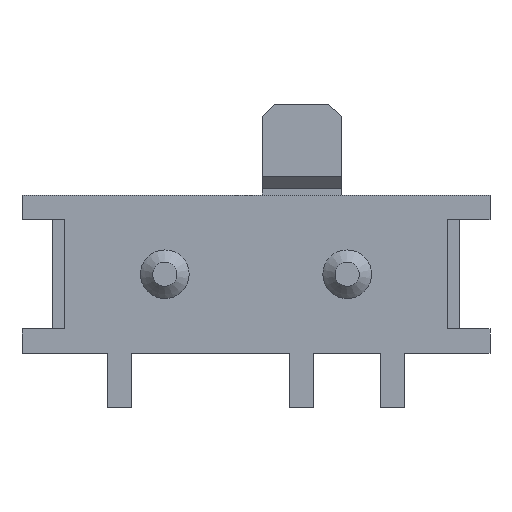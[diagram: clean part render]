
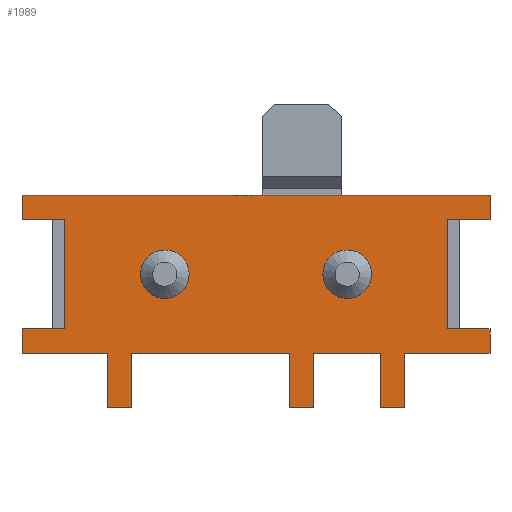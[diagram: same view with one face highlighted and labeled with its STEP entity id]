
A CAD part, front view. The second image highlights one B-rep face of the part: STEP entity #1989.
In plain terms, the highlighted planar face has unit normal (0, -1, 0).
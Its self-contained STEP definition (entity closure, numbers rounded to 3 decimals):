
#1012=PLANE('',#3732);
#1275=LINE('',#4603,#1632);
#1276=LINE('',#4606,#1633);
#1277=LINE('',#4608,#1634);
#1278=LINE('',#4610,#1635);
#1279=LINE('',#4612,#1636);
#1280=LINE('',#4614,#1637);
#1281=LINE('',#4616,#1638);
#1282=LINE('',#4618,#1639);
#1283=LINE('',#4620,#1640);
#1284=LINE('',#4622,#1641);
#1285=LINE('',#4624,#1642);
#1286=LINE('',#4626,#1643);
#1287=LINE('',#4628,#1644);
#1288=LINE('',#4630,#1645);
#1289=LINE('',#4632,#1646);
#1290=LINE('',#4634,#1647);
#1291=LINE('',#4636,#1648);
#1292=LINE('',#4638,#1649);
#1293=LINE('',#4640,#1650);
#1294=LINE('',#4642,#1651);
#1295=LINE('',#4644,#1652);
#1296=LINE('',#4646,#1653);
#1297=LINE('',#4648,#1654);
#1298=LINE('',#4650,#1655);
#1632=VECTOR('',#3915,1.);
#1633=VECTOR('',#3916,1.);
#1634=VECTOR('',#3917,1.);
#1635=VECTOR('',#3918,1.);
#1636=VECTOR('',#3919,1.);
#1637=VECTOR('',#3920,1.);
#1638=VECTOR('',#3921,1.);
#1639=VECTOR('',#3922,1.);
#1640=VECTOR('',#3923,1.);
#1641=VECTOR('',#3924,1.);
#1642=VECTOR('',#3925,1.);
#1643=VECTOR('',#3926,1.);
#1644=VECTOR('',#3927,1.);
#1645=VECTOR('',#3928,1.);
#1646=VECTOR('',#3929,1.);
#1647=VECTOR('',#3930,1.);
#1648=VECTOR('',#3931,1.);
#1649=VECTOR('',#3932,1.);
#1650=VECTOR('',#3933,1.);
#1651=VECTOR('',#3934,1.);
#1652=VECTOR('',#3935,1.);
#1653=VECTOR('',#3936,1.);
#1654=VECTOR('',#3937,1.);
#1655=VECTOR('',#3938,1.);
#1989=ADVANCED_FACE('',(#2140,#2141,#2142),#1012,.T.);
#2140=FACE_BOUND('',#2153,.T.);
#2141=FACE_BOUND('',#2154,.T.);
#2142=FACE_BOUND('',#2155,.T.);
#2153=EDGE_LOOP('',(#2304,#2305,#2306,#2307,#2308,#2309,#2310,#2311,#2312,
#2313,#2314,#2315,#2316,#2317,#2318,#2319,#2320,#2321,#2322,#2323,#2324,
#2325,#2326,#2327));
#2154=EDGE_LOOP('',(#2328));
#2155=EDGE_LOOP('',(#2329));
#2304=ORIENTED_EDGE('',*,*,#3322,.T.);
#2305=ORIENTED_EDGE('',*,*,#3323,.T.);
#2306=ORIENTED_EDGE('',*,*,#3324,.T.);
#2307=ORIENTED_EDGE('',*,*,#3325,.T.);
#2308=ORIENTED_EDGE('',*,*,#3326,.T.);
#2309=ORIENTED_EDGE('',*,*,#3327,.T.);
#2310=ORIENTED_EDGE('',*,*,#3328,.T.);
#2311=ORIENTED_EDGE('',*,*,#3329,.T.);
#2312=ORIENTED_EDGE('',*,*,#3330,.T.);
#2313=ORIENTED_EDGE('',*,*,#3331,.T.);
#2314=ORIENTED_EDGE('',*,*,#3332,.T.);
#2315=ORIENTED_EDGE('',*,*,#3333,.T.);
#2316=ORIENTED_EDGE('',*,*,#3334,.T.);
#2317=ORIENTED_EDGE('',*,*,#3335,.T.);
#2318=ORIENTED_EDGE('',*,*,#3336,.T.);
#2319=ORIENTED_EDGE('',*,*,#3337,.T.);
#2320=ORIENTED_EDGE('',*,*,#3338,.T.);
#2321=ORIENTED_EDGE('',*,*,#3339,.T.);
#2322=ORIENTED_EDGE('',*,*,#3340,.T.);
#2323=ORIENTED_EDGE('',*,*,#3341,.T.);
#2324=ORIENTED_EDGE('',*,*,#3342,.T.);
#2325=ORIENTED_EDGE('',*,*,#3343,.T.);
#2326=ORIENTED_EDGE('',*,*,#3344,.T.);
#2327=ORIENTED_EDGE('',*,*,#3345,.T.);
#2328=ORIENTED_EDGE('',*,*,#3310,.T.);
#2329=ORIENTED_EDGE('',*,*,#3312,.T.);
#3058=VERTEX_POINT('',#4576);
#3060=VERTEX_POINT('',#4581);
#3070=VERTEX_POINT('',#4604);
#3071=VERTEX_POINT('',#4605);
#3072=VERTEX_POINT('',#4607);
#3073=VERTEX_POINT('',#4609);
#3074=VERTEX_POINT('',#4611);
#3075=VERTEX_POINT('',#4613);
#3076=VERTEX_POINT('',#4615);
#3077=VERTEX_POINT('',#4617);
#3078=VERTEX_POINT('',#4619);
#3079=VERTEX_POINT('',#4621);
#3080=VERTEX_POINT('',#4623);
#3081=VERTEX_POINT('',#4625);
#3082=VERTEX_POINT('',#4627);
#3083=VERTEX_POINT('',#4629);
#3084=VERTEX_POINT('',#4631);
#3085=VERTEX_POINT('',#4633);
#3086=VERTEX_POINT('',#4635);
#3087=VERTEX_POINT('',#4637);
#3088=VERTEX_POINT('',#4639);
#3089=VERTEX_POINT('',#4641);
#3090=VERTEX_POINT('',#4643);
#3091=VERTEX_POINT('',#4645);
#3092=VERTEX_POINT('',#4647);
#3093=VERTEX_POINT('',#4649);
#3310=EDGE_CURVE('',#3058,#3058,#3693,.T.);
#3312=EDGE_CURVE('',#3060,#3060,#3695,.T.);
#3322=EDGE_CURVE('',#3070,#3071,#1275,.T.);
#3323=EDGE_CURVE('',#3071,#3072,#1276,.T.);
#3324=EDGE_CURVE('',#3072,#3073,#1277,.T.);
#3325=EDGE_CURVE('',#3073,#3074,#1278,.T.);
#3326=EDGE_CURVE('',#3074,#3075,#1279,.T.);
#3327=EDGE_CURVE('',#3075,#3076,#1280,.T.);
#3328=EDGE_CURVE('',#3076,#3077,#1281,.T.);
#3329=EDGE_CURVE('',#3077,#3078,#1282,.T.);
#3330=EDGE_CURVE('',#3078,#3079,#1283,.T.);
#3331=EDGE_CURVE('',#3079,#3080,#1284,.T.);
#3332=EDGE_CURVE('',#3080,#3081,#1285,.T.);
#3333=EDGE_CURVE('',#3081,#3082,#1286,.T.);
#3334=EDGE_CURVE('',#3082,#3083,#1287,.T.);
#3335=EDGE_CURVE('',#3083,#3084,#1288,.T.);
#3336=EDGE_CURVE('',#3084,#3085,#1289,.T.);
#3337=EDGE_CURVE('',#3085,#3086,#1290,.T.);
#3338=EDGE_CURVE('',#3086,#3087,#1291,.T.);
#3339=EDGE_CURVE('',#3087,#3088,#1292,.T.);
#3340=EDGE_CURVE('',#3088,#3089,#1293,.T.);
#3341=EDGE_CURVE('',#3089,#3090,#1294,.T.);
#3342=EDGE_CURVE('',#3090,#3091,#1295,.T.);
#3343=EDGE_CURVE('',#3091,#3092,#1296,.T.);
#3344=EDGE_CURVE('',#3092,#3093,#1297,.T.);
#3345=EDGE_CURVE('',#3093,#3070,#1298,.T.);
#3693=CIRCLE('',#3720,0.4);
#3695=CIRCLE('',#3723,0.4);
#3720=AXIS2_PLACEMENT_3D('',#4575,#3887,#3888);
#3723=AXIS2_PLACEMENT_3D('',#4580,#3893,#3894);
#3732=AXIS2_PLACEMENT_3D('',#4651,#3939,#3940);
#3887=DIRECTION('',(0.,1.,0.));
#3888=DIRECTION('',(0.,0.,1.));
#3893=DIRECTION('',(0.,1.,0.));
#3894=DIRECTION('',(0.,0.,1.));
#3915=DIRECTION('',(1.,0.,0.));
#3916=DIRECTION('',(0.,0.,-1.));
#3917=DIRECTION('',(1.,0.,0.));
#3918=DIRECTION('',(0.,0.,1.));
#3919=DIRECTION('',(1.,0.,0.));
#3920=DIRECTION('',(0.,0.,-1.));
#3921=DIRECTION('',(1.,0.,0.));
#3922=DIRECTION('',(0.,0.,1.));
#3923=DIRECTION('',(1.,0.,0.));
#3924=DIRECTION('',(0.,0.,-1.));
#3925=DIRECTION('',(1.,0.,0.));
#3926=DIRECTION('',(0.,0.,1.));
#3927=DIRECTION('',(1.,0.,0.));
#3928=DIRECTION('',(0.,0.,1.));
#3929=DIRECTION('',(-1.,0.,0.));
#3930=DIRECTION('',(0.,0.,1.));
#3931=DIRECTION('',(1.,0.,0.));
#3932=DIRECTION('',(0.,0.,1.));
#3933=DIRECTION('',(-1.,0.,0.));
#3934=DIRECTION('',(0.,0.,-1.));
#3935=DIRECTION('',(1.,0.,0.));
#3936=DIRECTION('',(0.,0.,-1.));
#3937=DIRECTION('',(-1.,0.,0.));
#3938=DIRECTION('',(0.,0.,-1.));
#3939=DIRECTION('',(0.,-1.,0.));
#3940=DIRECTION('',(0.,0.,1.));
#4575=CARTESIAN_POINT('',(-1.5,0.,0.));
#4576=CARTESIAN_POINT('',(-1.5,0.,0.4));
#4580=CARTESIAN_POINT('',(1.5,0.,0.));
#4581=CARTESIAN_POINT('',(1.5,0.,0.4));
#4603=CARTESIAN_POINT('',(-3.85,0.,-1.3));
#4604=CARTESIAN_POINT('',(-3.85,0.,-1.3));
#4605=CARTESIAN_POINT('',(-2.45,0.,-1.3));
#4606=CARTESIAN_POINT('',(-2.45,0.,-2.2));
#4607=CARTESIAN_POINT('',(-2.45,0.,-2.2));
#4608=CARTESIAN_POINT('',(-3.85,0.,-2.2));
#4609=CARTESIAN_POINT('',(-2.05,0.,-2.2));
#4610=CARTESIAN_POINT('',(-2.05,0.,-2.2));
#4611=CARTESIAN_POINT('',(-2.05,0.,-1.3));
#4612=CARTESIAN_POINT('',(-3.85,0.,-1.3));
#4613=CARTESIAN_POINT('',(0.55,0.,-1.3));
#4614=CARTESIAN_POINT('',(0.55,0.,-2.2));
#4615=CARTESIAN_POINT('',(0.55,0.,-2.2));
#4616=CARTESIAN_POINT('',(-3.85,0.,-2.2));
#4617=CARTESIAN_POINT('',(0.95,0.,-2.2));
#4618=CARTESIAN_POINT('',(0.95,0.,-2.2));
#4619=CARTESIAN_POINT('',(0.95,0.,-1.3));
#4620=CARTESIAN_POINT('',(3.85,0.,-1.3));
#4621=CARTESIAN_POINT('',(2.05,0.,-1.3));
#4622=CARTESIAN_POINT('',(2.05,0.,-2.2));
#4623=CARTESIAN_POINT('',(2.05,0.,-2.2));
#4624=CARTESIAN_POINT('',(-3.85,0.,-2.2));
#4625=CARTESIAN_POINT('',(2.45,0.,-2.2));
#4626=CARTESIAN_POINT('',(2.45,0.,-2.2));
#4627=CARTESIAN_POINT('',(2.45,0.,-1.3));
#4628=CARTESIAN_POINT('',(-3.85,0.,-1.3));
#4629=CARTESIAN_POINT('',(3.85,0.,-1.3));
#4630=CARTESIAN_POINT('',(3.85,0.,-2.2));
#4631=CARTESIAN_POINT('',(3.85,0.,-0.9));
#4632=CARTESIAN_POINT('',(-3.85,0.,-0.9));
#4633=CARTESIAN_POINT('',(3.15,0.,-0.9));
#4634=CARTESIAN_POINT('',(3.15,0.,-2.2));
#4635=CARTESIAN_POINT('',(3.15,0.,0.9));
#4636=CARTESIAN_POINT('',(-3.85,0.,0.9));
#4637=CARTESIAN_POINT('',(3.85,0.,0.9));
#4638=CARTESIAN_POINT('',(3.85,0.,-2.2));
#4639=CARTESIAN_POINT('',(3.85,0.,1.3));
#4640=CARTESIAN_POINT('',(-3.85,0.,1.3));
#4641=CARTESIAN_POINT('',(-3.85,0.,1.3));
#4642=CARTESIAN_POINT('',(-3.85,0.,-2.2));
#4643=CARTESIAN_POINT('',(-3.85,0.,0.9));
#4644=CARTESIAN_POINT('',(-3.85,0.,0.9));
#4645=CARTESIAN_POINT('',(-3.15,0.,0.9));
#4646=CARTESIAN_POINT('',(-3.15,0.,-2.2));
#4647=CARTESIAN_POINT('',(-3.15,0.,-0.9));
#4648=CARTESIAN_POINT('',(-3.85,0.,-0.9));
#4649=CARTESIAN_POINT('',(-3.85,0.,-0.9));
#4650=CARTESIAN_POINT('',(-3.85,0.,-2.2));
#4651=CARTESIAN_POINT('',(-3.85,0.,-2.2));
